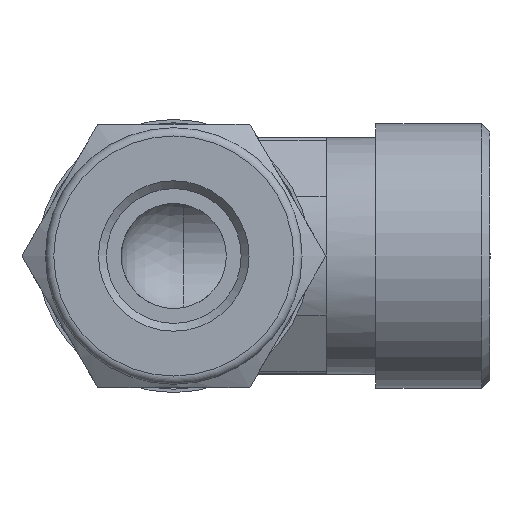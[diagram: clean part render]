
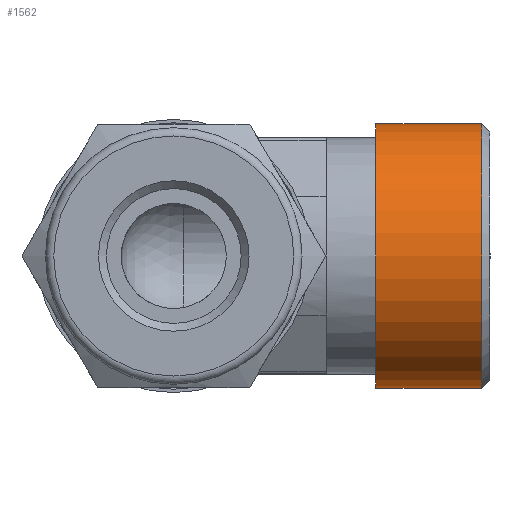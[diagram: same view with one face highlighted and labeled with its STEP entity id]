
A CAD part, left-side view. The second image highlights one B-rep face of the part: STEP entity #1562.
In plain terms, the highlighted cylindrical face has radius 8.002 mm (diameter 16.004 mm), a full revolution.
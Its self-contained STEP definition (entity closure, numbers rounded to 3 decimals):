
#64=CYLINDRICAL_SURFACE('',#1778,8.002);
#181=CIRCLE('',#1777,8.002);
#182=CIRCLE('',#1779,8.002);
#276=FACE_OUTER_BOUND('',#383,.T.);
#383=EDGE_LOOP('',(#1354,#1355,#1356,#1357));
#493=LINE('',#2903,#594);
#594=VECTOR('',#2261,8.002);
#745=VERTEX_POINT('',#2898);
#746=VERTEX_POINT('',#2901);
#957=EDGE_CURVE('',#745,#745,#181,.T.);
#958=EDGE_CURVE('',#746,#746,#182,.T.);
#959=EDGE_CURVE('',#746,#745,#493,.T.);
#1354=ORIENTED_EDGE('',*,*,#958,.F.);
#1355=ORIENTED_EDGE('',*,*,#959,.T.);
#1356=ORIENTED_EDGE('',*,*,#957,.T.);
#1357=ORIENTED_EDGE('',*,*,#959,.F.);
#1562=ADVANCED_FACE('',(#276),#64,.T.);
#1777=AXIS2_PLACEMENT_3D('',#2899,#2255,#2256);
#1778=AXIS2_PLACEMENT_3D('',#2900,#2257,#2258);
#1779=AXIS2_PLACEMENT_3D('',#2902,#2259,#2260);
#2255=DIRECTION('center_axis',(0.,-1.,0.));
#2256=DIRECTION('ref_axis',(1.,0.,0.));
#2257=DIRECTION('center_axis',(0.,-1.,0.));
#2258=DIRECTION('ref_axis',(1.,0.,0.));
#2259=DIRECTION('center_axis',(0.,-1.,0.));
#2260=DIRECTION('ref_axis',(1.,0.,0.));
#2261=DIRECTION('',(0.,1.,0.));
#2898=CARTESIAN_POINT('',(-8.002,-12.2,0.));
#2899=CARTESIAN_POINT('Origin',(0.,-12.2,
0.));
#2900=CARTESIAN_POINT('Origin',(0.,-15.401,
0.));
#2901=CARTESIAN_POINT('',(-8.002,-18.602,0.));
#2902=CARTESIAN_POINT('Origin',(0.,-18.602,
0.));
#2903=CARTESIAN_POINT('',(-8.002,-15.401,0.));
